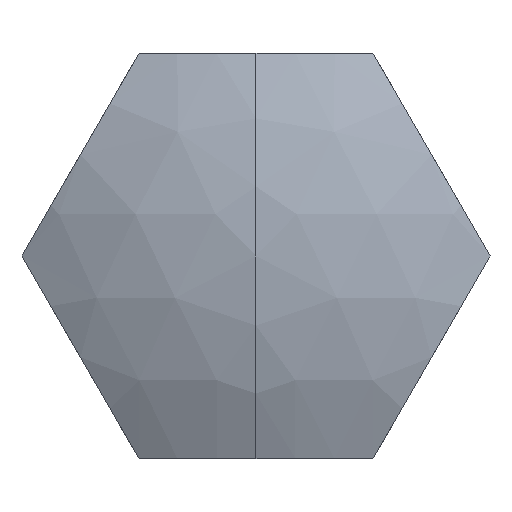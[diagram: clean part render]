
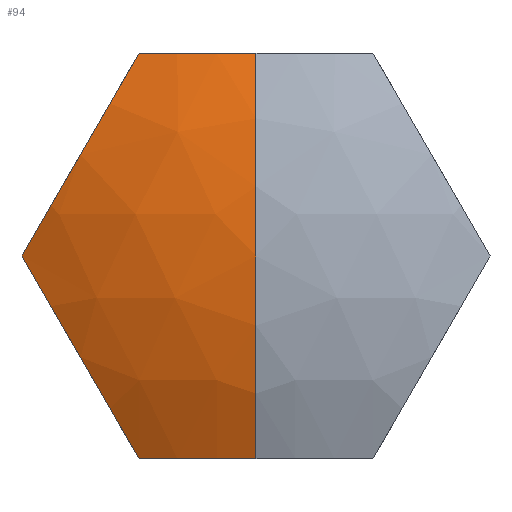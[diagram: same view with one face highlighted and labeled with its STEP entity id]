
A CAD part, left-side view. The second image highlights one B-rep face of the part: STEP entity #94.
In plain terms, the highlighted spherical face has radius 35 mm.
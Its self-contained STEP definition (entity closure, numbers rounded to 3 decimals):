
#94=ADVANCED_FACE('',(#231),#232,.T.);
#231=FACE_OUTER_BOUND('',#419,.T.);
#232=SPHERICAL_SURFACE('',#420,35.0);
#419=EDGE_LOOP('',(#603,#604,#605,#606,#607));
#420=AXIS2_PLACEMENT_3D('',#608,#609,#610);
#603=ORIENTED_EDGE('',*,*,#1067,.F.);
#604=ORIENTED_EDGE('',*,*,#1068,.T.);
#605=ORIENTED_EDGE('',*,*,#1069,.T.);
#606=ORIENTED_EDGE('',*,*,#1070,.T.);
#607=ORIENTED_EDGE('',*,*,#1071,.T.);
#608=CARTESIAN_POINT('',(23.0,0.0,0.0));
#609=DIRECTION('',(0.0,0.0,1.0));
#610=DIRECTION('',(1.0,0.0,0.0));
#1067=EDGE_CURVE('',#1251,#1252,#1253,.T.);
#1068=EDGE_CURVE('',#1251,#1254,#1255,.T.);
#1069=EDGE_CURVE('',#1254,#1256,#1257,.T.);
#1070=EDGE_CURVE('',#1256,#1258,#1259,.T.);
#1071=EDGE_CURVE('',#1258,#1252,#1260,.T.);
#1251=VERTEX_POINT('',#1523);
#1252=VERTEX_POINT('',#1524);
#1253=CIRCLE('',#1525,35.0);
#1254=VERTEX_POINT('',#1526);
#1255=CIRCLE('',#1527,31.623);
#1256=VERTEX_POINT('',#1528);
#1257=CIRCLE('',#1529,31.623);
#1258=VERTEX_POINT('',#1530);
#1259=CIRCLE('',#1531,31.623);
#1260=CIRCLE('',#1532,31.623);
#1523=CARTESIAN_POINT('',(-8.623,0.,15.0));
#1524=CARTESIAN_POINT('',(-8.623,0.,-15.0));
#1525=AXIS2_PLACEMENT_3D('',#2168,#2169,#2170);
#1526=CARTESIAN_POINT('',(-7.414,8.66,15.0));
#1527=AXIS2_PLACEMENT_3D('',#2171,#2172,#2173);
#1528=CARTESIAN_POINT('',(-7.414,17.321,0.));
#1529=AXIS2_PLACEMENT_3D('',#2174,#2175,#2176);
#1530=CARTESIAN_POINT('',(-7.414,8.66,-15.0));
#1531=AXIS2_PLACEMENT_3D('',#2177,#2178,#2179);
#1532=AXIS2_PLACEMENT_3D('',#2180,#2181,#2182);
#2168=CARTESIAN_POINT('',(23.0,0.0,0.0));
#2169=DIRECTION('',(0.,-1.0,0.0));
#2170=DIRECTION('',(0.0,0.0,1.0));
#2171=CARTESIAN_POINT('',(23.0,0.,15.0));
#2172=DIRECTION('',(0.,0.,-1.0));
#2173=DIRECTION('',(0.0,1.0,0.));
#2174=CARTESIAN_POINT('',(23.0,12.99,7.5));
#2175=DIRECTION('',(0.,-0.866,-0.5));
#2176=DIRECTION('',(0.0,0.5,-0.866));
#2177=CARTESIAN_POINT('',(23.0,12.99,-7.5));
#2178=DIRECTION('',(0.,-0.866,0.5));
#2179=DIRECTION('',(0.0,-0.5,-0.866));
#2180=CARTESIAN_POINT('',(23.0,0.0,-15.0));
#2181=DIRECTION('',(0.0,0.0,1.0));
#2182=DIRECTION('',(0.0,-1.0,0.0));
